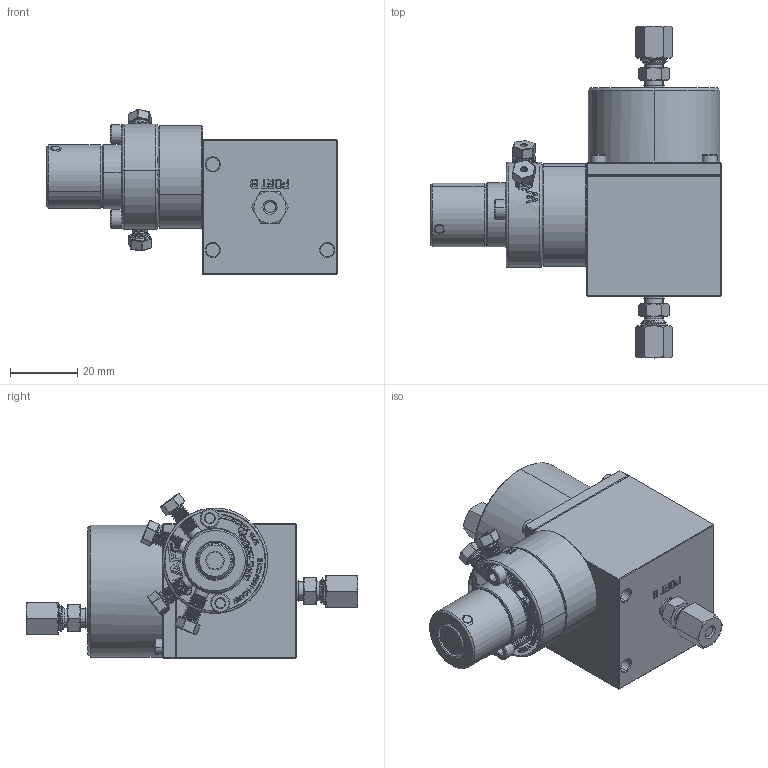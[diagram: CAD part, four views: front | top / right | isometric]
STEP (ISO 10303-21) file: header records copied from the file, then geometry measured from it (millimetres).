
FILE_DESCRIPTION (( 'STEP AP214' ), '1' );
FILE_NAME ('MRV04-16R2-0019-CP_BLANK.STEP', '2020-03-10T20:05:33', ( 'user' ), ( '' ), 'SwSTEP 2.0', 'SolidWorks 2019', '' );
FILE_SCHEMA (( 'AUTOMOTIVE_DESIGN' ));
Length unit declared in the file: inch
Products named in the file (1): MRV04-16R2-0019-CP_BLANK
Bounding box: 86.29 x 98.49 x 49.01 mm (x, y, z)
Volume: 116232.5 mm3; surface area: 24932.5 mm2
Topology: 9 solids, 9 shells, 2649 faces, 6924 edges, 4456 vertices
Faces by surface type: plane 1412, bspline 542, cylinder 371, cone 296, torus 28
Entity records: 131896 total; most frequent: CARTESIAN_POINT 55952, ORIENTED_EDGE 13836, DIRECTION 10032, EDGE_CURVE 6918, VERTEX_POINT 4456, VECTOR 4374, LINE 4374, AXIS2_PLACEMENT_3D 2829
